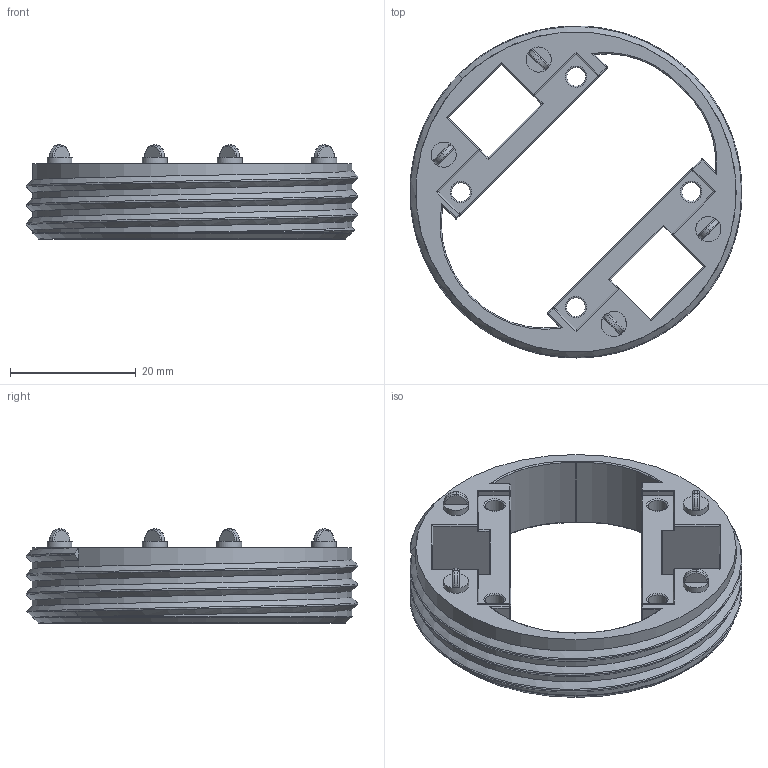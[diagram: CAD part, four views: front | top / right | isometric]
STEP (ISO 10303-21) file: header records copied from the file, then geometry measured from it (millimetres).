
FILE_DESCRIPTION(('HOOPS Exchange Step'),'2;1');
FILE_NAME('temp_export','2024-11-25T17:06:21-05:00',('sammyoge'),('Shapr3D Limited'),'HOOPS Exchange 2024.2','Shapr3D','Authorized');
FILE_SCHEMA( ('AP242_MANAGED_MODEL_BASED_3D_ENGINEERING_MIM_LF {1 0 10303 442 1 1 4 }') );
Length unit declared in the file: millimetre
Products named in the file (6): Sketches; BS Inner Plate; Bottom Sphere; Sphere Cutouts (1); Prime; root
Assembly tree (5 placements, depth 5):
  root
    Prime
      Sphere Cutouts (1)
        Bottom Sphere
          Sketches
          BS Inner Plate
Bounding box: 52.83 x 52.83 x 15 mm (x, y, z)
Volume: 10344.6 mm3; surface area: 9220 mm2
Topology: 2 solids, 2 shells, 189 faces, 471 edges, 273 vertices
Faces by surface type: cylinder 88, plane 43, torus 34, sphere 19, bspline 3, cone 2
Full cylindrical faces by diameter (mm): 3 x4, 4 x4, 51 x4
Entity records: 11850 total; most frequent: CARTESIAN_POINT 7206, DIRECTION 1035, ORIENTED_EDGE 904, EDGE_CURVE 452, AXIS2_PLACEMENT_3D 418, VERTEX_POINT 273, EDGE_LOOP 209, FACE_BOUND 209
